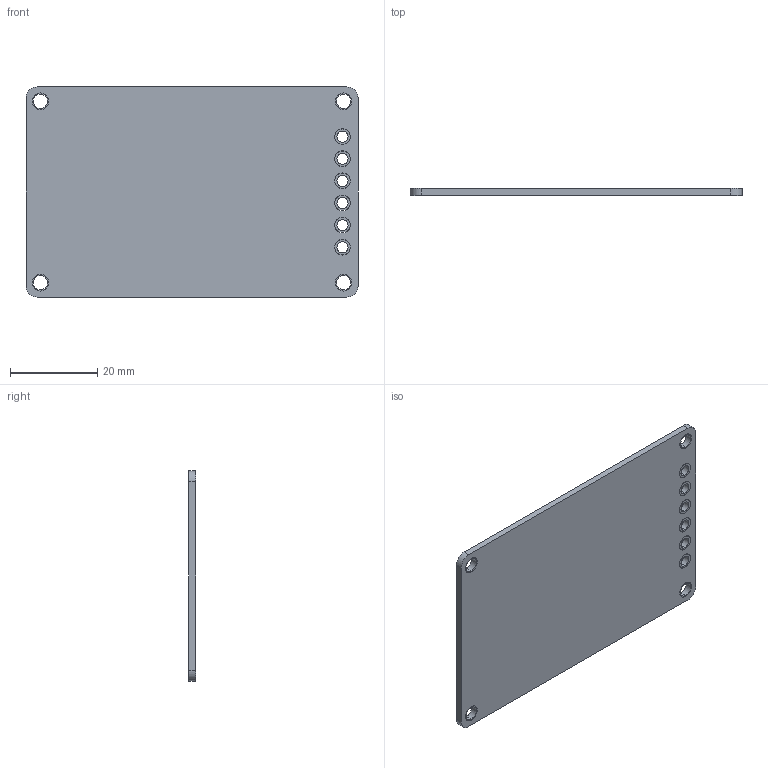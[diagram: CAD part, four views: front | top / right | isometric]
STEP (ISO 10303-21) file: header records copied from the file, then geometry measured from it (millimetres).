
FILE_DESCRIPTION (( 'STEP AP214' ), '1' );
FILE_NAME ('Power Distribution Breakout PCB.STEP', '2017-04-14T14:19:00', ( 'ART' ), ( 'Microsoft' ), 'SwSTEP 2.0', 'SolidWorks 2015', '' );
FILE_SCHEMA (( 'AUTOMOTIVE_DESIGN' ));
Length unit declared in the file: inch
Products named in the file (6): Power Distribution Breakout PCB; Positive; Negative; Hole Liner Power; Hole Liner Corners; Base Plate
Assembly tree (25 placements, depth 2):
  Power Distribution Breakout PCB
    Base Plate
    Hole Liner Corners  x4
    Hole Liner Power  x6
    Negative  x7
    Positive  x7
Bounding box: 76.2 x 1.61 x 48.26 mm (x, y, z)
Volume: 5759 mm3; surface area: 10689.6 mm2
Topology: 25 solids, 25 shells, 524 faces, 1422 edges, 948 vertices
Faces by surface type: cylinder 414, plane 110
Entity records: 4222 total; most frequent: DIRECTION 710, CARTESIAN_POINT 602, ORIENTED_EDGE 564, AXIS2_PLACEMENT_3D 296, EDGE_CURVE 282, VERTEX_POINT 188, EDGE_LOOP 170, CIRCLE 164
